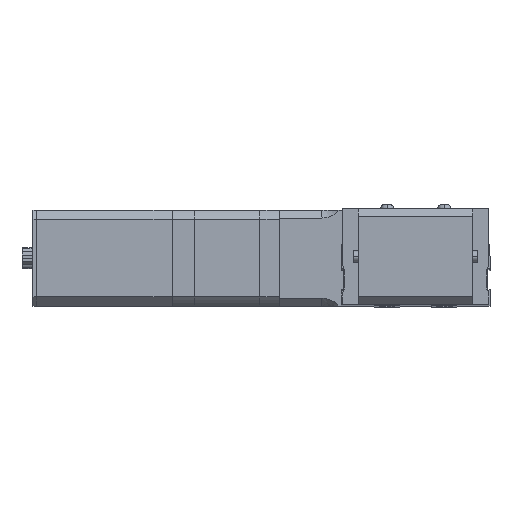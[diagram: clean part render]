
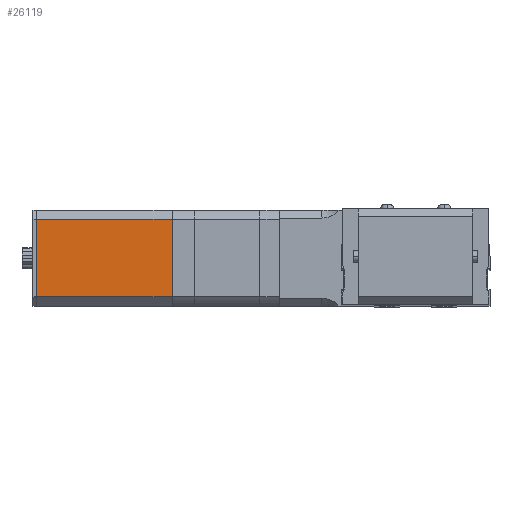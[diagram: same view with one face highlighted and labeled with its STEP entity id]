
A CAD part, top view. The second image highlights one B-rep face of the part: STEP entity #26119.
In plain terms, the highlighted face is planar.
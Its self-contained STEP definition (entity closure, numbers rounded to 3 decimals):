
#701 = EDGE_CURVE ( 'NONE', #19957, #776, #19590, .T. ) ;
#776 = VERTEX_POINT ( 'NONE', #24307 ) ;
#1818 = CARTESIAN_POINT ( 'NONE',  ( -31., 17., -106.25 ) ) ;
#3256 = CARTESIAN_POINT ( 'NONE',  ( -31., 17., -47. ) ) ;
#4244 = VECTOR ( 'NONE', #26347, 1000. ) ;
#4802 = VECTOR ( 'NONE', #6785, 1000. ) ;
#5153 = LINE ( 'NONE', #18125, #14917 ) ;
#5285 = DIRECTION ( 'NONE',  ( 0., 1., 0. ) ) ;
#6166 = DIRECTION ( 'NONE',  ( 1., 0., 0. ) ) ;
#6652 = CARTESIAN_POINT ( 'NONE',  ( -31., -17., -106.25 ) ) ;
#6785 = DIRECTION ( 'NONE',  ( 0., 0., 1. ) ) ;
#8087 = EDGE_CURVE ( 'NONE', #776, #18577, #9334, .T. ) ;
#8389 = AXIS2_PLACEMENT_3D ( 'NONE', #1818, #6166, #14560 ) ;
#9121 = LINE ( 'NONE', #26602, #4244 ) ;
#9334 = LINE ( 'NONE', #3256, #15778 ) ;
#11518 = DIRECTION ( 'NONE',  ( 0., 1., 0. ) ) ;
#12229 = VERTEX_POINT ( 'NONE', #26880 ) ;
#13013 = ORIENTED_EDGE ( 'NONE', *, *, #8087, .T. ) ;
#13847 = EDGE_CURVE ( 'NONE', #19957, #12229, #5153, .T. ) ;
#14560 = DIRECTION ( 'NONE',  ( 0., 1., 0. ) ) ;
#14917 = VECTOR ( 'NONE', #11518, 1000. ) ;
#15305 = ORIENTED_EDGE ( 'NONE', *, *, #13847, .F. ) ;
#15778 = VECTOR ( 'NONE', #5285, 1000. ) ;
#16217 = EDGE_CURVE ( 'NONE', #12229, #18577, #9121, .T. ) ;
#16362 = EDGE_LOOP ( 'NONE', ( #13013, #26309, #15305, #24366 ) ) ;
#16868 = PLANE ( 'NONE',  #8389 ) ;
#18125 = CARTESIAN_POINT ( 'NONE',  ( -31., 17., -106.25 ) ) ;
#18577 = VERTEX_POINT ( 'NONE', #18945 ) ;
#18945 = CARTESIAN_POINT ( 'NONE',  ( -31., 17., -47. ) ) ;
#19590 = LINE ( 'NONE', #6652, #4802 ) ;
#19957 = VERTEX_POINT ( 'NONE', #20556 ) ;
#20556 = CARTESIAN_POINT ( 'NONE',  ( -31., -17., -106.25 ) ) ;
#24307 = CARTESIAN_POINT ( 'NONE',  ( -31., -17., -47. ) ) ;
#24366 = ORIENTED_EDGE ( 'NONE', *, *, #701, .T. ) ;
#26119 = ADVANCED_FACE ( 'NONE', ( #27720 ), #16868, .F. ) ;
#26309 = ORIENTED_EDGE ( 'NONE', *, *, #16217, .F. ) ;
#26347 = DIRECTION ( 'NONE',  ( 0., 0., 1. ) ) ;
#26602 = CARTESIAN_POINT ( 'NONE',  ( -31., 17., -106.25 ) ) ;
#26880 = CARTESIAN_POINT ( 'NONE',  ( -31., 17., -106.25 ) ) ;
#27720 = FACE_OUTER_BOUND ( 'NONE', #16362, .T. ) ;
